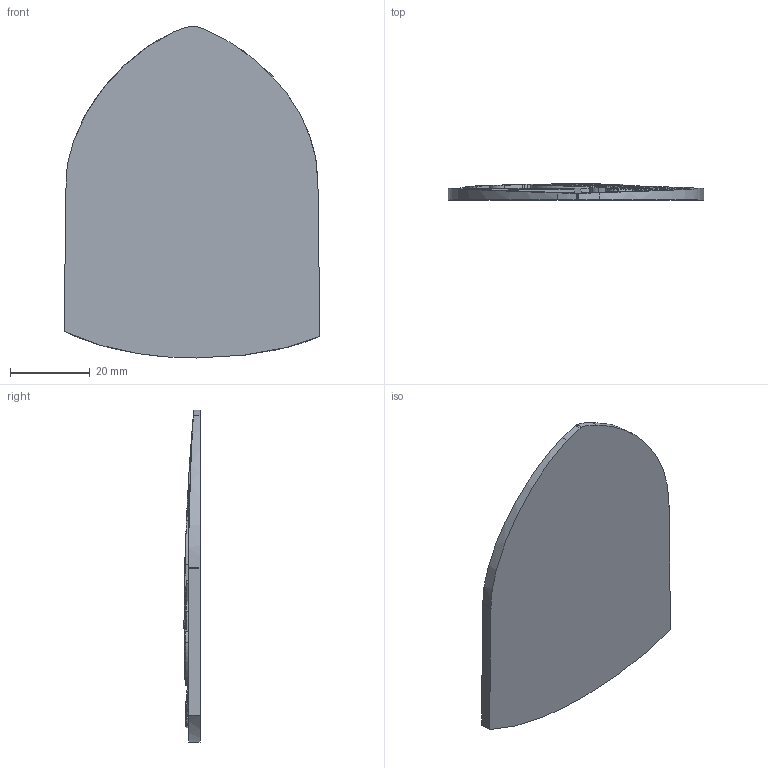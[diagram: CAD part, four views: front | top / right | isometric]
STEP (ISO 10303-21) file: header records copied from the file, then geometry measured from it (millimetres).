
FILE_DESCRIPTION(/* description */ (''),/* implementation_level */ '2;1');
FILE_NAME(/* name */ 'Logo v3.step',/* time_stamp */ '2020-01-26T22:00:16+01:00',/* author */ (''),/* organization */ (''),/* preprocessor_version */ 'ST-DEVELOPER v18',/* originating_system */ 'Autodesk Translation Framework v8.12.0.6',/* authorisation */ '');
FILE_SCHEMA (('AUTOMOTIVE_DESIGN { 1 0 10303 214 3 1 1 }'));
Length unit declared in the file: millimetre
Products named in the file (1): Logo
Bounding box: 64.02 x 4.02 x 83.1 mm (x, y, z)
Volume: 9368.8 mm3; surface area: 12810.3 mm2
Topology: 1 solids, 1 shells, 780 faces, 2134 edges, 1416 vertices
Faces by surface type: bspline 369, plane 360, sphere 46, cylinder 5
Entity records: 30102 total; most frequent: CARTESIAN_POINT 13115, ORIENTED_EDGE 4268, DIRECTION 2579, EDGE_CURVE 2134, VERTEX_POINT 1416, LINE 1087, VECTOR 1087, EDGE_LOOP 844
